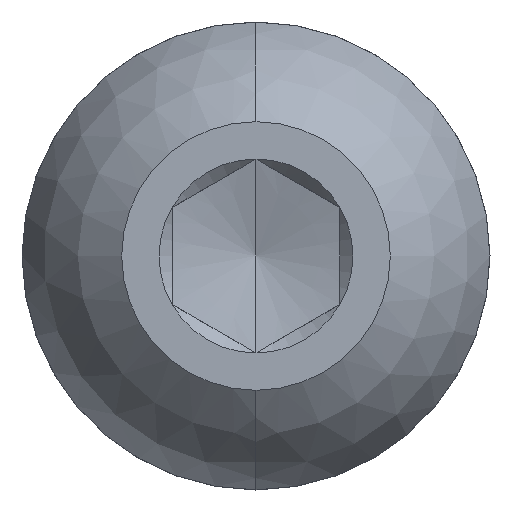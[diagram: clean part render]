
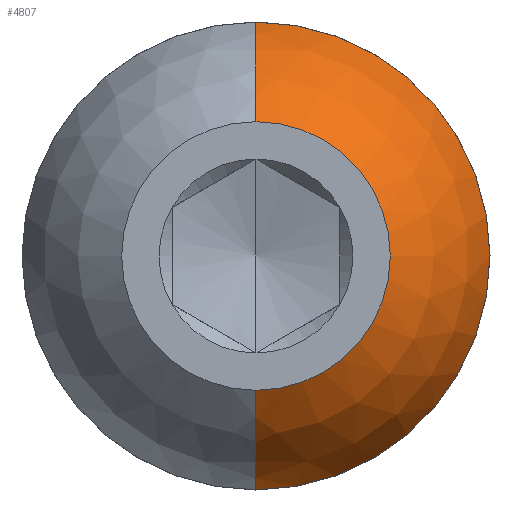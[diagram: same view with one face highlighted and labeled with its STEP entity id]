
A CAD part, left-side view. The second image highlights one B-rep face of the part: STEP entity #4807.
In plain terms, the highlighted spherical face has radius 11.463 mm.
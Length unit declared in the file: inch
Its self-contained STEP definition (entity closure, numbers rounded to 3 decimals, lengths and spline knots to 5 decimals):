
#116=CARTESIAN_POINT('',(-0.265,0.,0.));
#117=DIRECTION('',(-1.,0.,0.));
#118=DIRECTION('',(0.,1.,0.));
#119=AXIS2_PLACEMENT_3D('',#116,#117,#118);
#181=CARTESIAN_POINT('',(-0.00837,0.,0.));
#182=DIRECTION('',(-1.,0.,0.));
#183=DIRECTION('',(0.,1.,0.));
#184=AXIS2_PLACEMENT_3D('',#181,#182,#183);
#189=CARTESIAN_POINT('',(0.11072,0.,0.));
#190=DIRECTION('',(0.,0.,1.));
#191=DIRECTION('',(-0.264,0.965,0.));
#192=AXIS2_PLACEMENT_3D('',#189,#190,#191);
#197=CARTESIAN_POINT('',(0.11072,0.,0.));
#198=DIRECTION('',(0.,0.,-1.));
#199=DIRECTION('',(-0.264,-0.965,0.));
#200=AXIS2_PLACEMENT_3D('',#197,#198,#199);
#4615=CARTESIAN_POINT('',(-0.265,0.25,0.));
#4616=CARTESIAN_POINT('',(-0.265,-0.25,0.));
#4617=VERTEX_POINT('',#4615);
#4618=VERTEX_POINT('',#4616);
#4735=CARTESIAN_POINT('',(-0.00837,0.4353,0.));
#4736=CARTESIAN_POINT('',(-0.00837,-0.4353,0.));
#4737=VERTEX_POINT('',#4735);
#4738=VERTEX_POINT('',#4736);
#4793=CARTESIAN_POINT('',(0.11072,0.,0.));
#4794=DIRECTION('',(1.,0.,0.));
#4795=DIRECTION('',(0.,-1.,0.));
#4796=AXIS2_PLACEMENT_3D('',#4793,#4794,#4795);
#4797=SPHERICAL_SURFACE('',#4796,0.45129);
#4799=ORIENTED_EDGE('',*,*,#4798,.F.);
#4801=ORIENTED_EDGE('',*,*,#4800,.T.);
#4802=ORIENTED_EDGE('',*,*,#4772,.T.);
#4804=ORIENTED_EDGE('',*,*,#4803,.F.);
#4805=EDGE_LOOP('',(#4799,#4801,#4802,#4804));
#4806=FACE_OUTER_BOUND('',#4805,.F.);
#120=CIRCLE('',#119,0.25);
#185=CIRCLE('',#184,0.4353);
#193=CIRCLE('',#192,0.45129);
#201=CIRCLE('',#200,0.45129);
#4772=EDGE_CURVE('',#4617,#4618,#120,.T.);
#4798=EDGE_CURVE('',#4737,#4738,#185,.T.);
#4800=EDGE_CURVE('',#4737,#4617,#193,.T.);
#4803=EDGE_CURVE('',#4738,#4618,#201,.T.);
#4807=ADVANCED_FACE('',(#4806),#4797,.T.);
